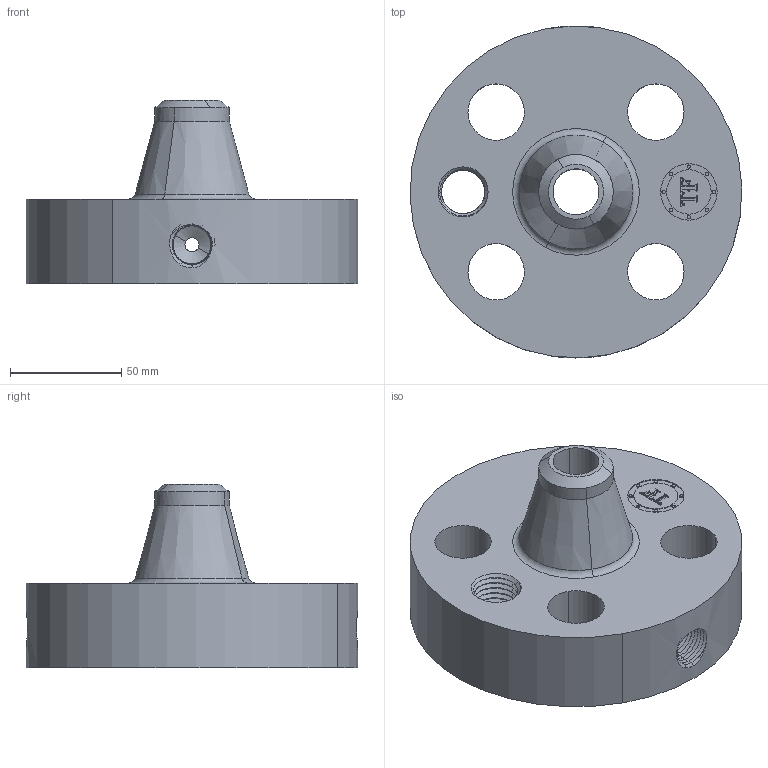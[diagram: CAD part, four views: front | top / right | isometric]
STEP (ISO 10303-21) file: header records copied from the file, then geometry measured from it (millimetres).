
FILE_DESCRIPTION(('3D STEP'),'2;1');
FILE_NAME('1-1500-FF-WELD-NECK-160-ORIF-FLANGE.stp','2013-11-03T17:49:07+00:00',('Texas Flange'),(''),'CATIA Version 5 Release 20 SP 6 (IN-10)','CATIA V5 STEP AP214','800-826-3801');
FILE_SCHEMA(('AUTOMOTIVE_DESIGN { 1 0 10303 214 1 1 1 1 }'));
Length unit declared in the file: inch
Products named in the file (1): 1-1500-FF-WELD-NECK-160-ORIF-FLANGE
Bounding box: 149.31 x 149.35 x 82.55 mm (x, y, z)
Volume: 593410.2 mm3; surface area: 78824.6 mm2
Topology: 1 solids, 1 shells, 746 faces, 2030 edges, 1304 vertices
Faces by surface type: plane 368, bspline 242, cylinder 80, cone 50, revolution 4, torus 2
Entity records: 31475 total; most frequent: CARTESIAN_POINT 12785, ORIENTED_EDGE 4060, EDGE_CURVE 2030, DIRECTION 2023, VERTEX_POINT 1304, VECTOR 1169, LINE 1169, EDGE_LOOP 780
